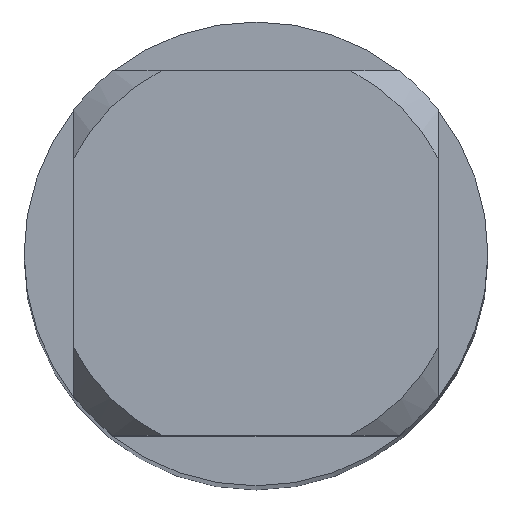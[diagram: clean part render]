
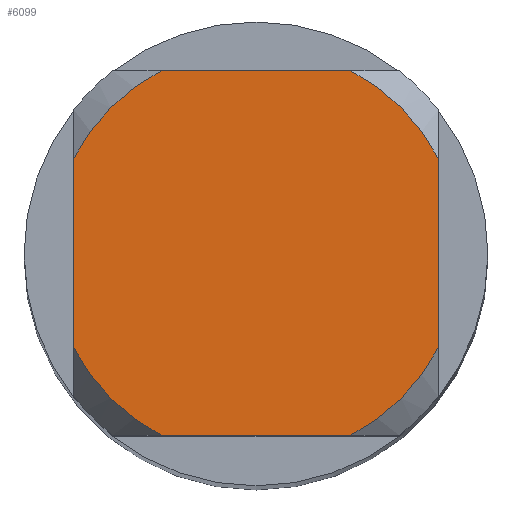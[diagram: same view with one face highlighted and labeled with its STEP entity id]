
A CAD part, top view. The second image highlights one B-rep face of the part: STEP entity #6099.
In plain terms, the highlighted planar face has unit normal (0, 0, 1).
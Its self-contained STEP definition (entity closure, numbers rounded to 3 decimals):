
#2831=EDGE_CURVE('',#5723,#4357,#7669,.T.);
#3455=VERTEX_POINT('',#8336);
#3579=VERTEX_POINT('',#8473);
#3601=EDGE_CURVE('',#5723,#5919,#8496,.T.);
#4195=EDGE_CURVE('',#6479,#5837,#9144,.T.);
#4357=VERTEX_POINT('',#9323);
#4579=VERTEX_POINT('',#9563);
#4667=EDGE_CURVE('',#3455,#5837,#9659,.T.);
#4813=EDGE_CURVE('',#6479,#4357,#9818,.T.);
#4887=EDGE_CURVE('',#4579,#5919,#9903,.T.);
#5723=VERTEX_POINT('',#10821);
#5837=VERTEX_POINT('',#10946);
#5919=VERTEX_POINT('',#11035);
#6099=ADVANCED_FACE('',(#11235),#11236,.T.);
#6321=EDGE_CURVE('',#4579,#3579,#11484,.T.);
#6367=EDGE_CURVE('',#3455,#3579,#11532,.T.);
#6479=VERTEX_POINT('',#11653);
#7669=LINE('',#13274,#13275);
#8336=CARTESIAN_POINT('',(2.75,-1.431,0.0));
#8473=CARTESIAN_POINT('',(2.75,1.431,0.0));
#8496=CIRCLE('',#14756,3.1);
#9144=LINE('',#15769,#15770);
#9323=CARTESIAN_POINT('',(-2.75,-1.431,0.0));
#9563=CARTESIAN_POINT('',(1.431,2.75,0.0));
#9659=CIRCLE('',#16668,3.1);
#9818=CIRCLE('',#16964,3.1);
#9903=LINE('',#17093,#17094);
#10821=CARTESIAN_POINT('',(-2.75,1.431,0.0));
#10946=CARTESIAN_POINT('',(1.431,-2.75,0.0));
#11035=CARTESIAN_POINT('',(-1.431,2.75,0.0));
#11235=FACE_OUTER_BOUND('',#19477,.T.);
#11236=PLANE('',#19478);
#11484=CIRCLE('',#19932,3.1);
#11532=LINE('',#20017,#20018);
#11653=CARTESIAN_POINT('',(-1.431,-2.75,0.0));
#13274=CARTESIAN_POINT('',(-2.75,0.775,0.0));
#13275=VECTOR('',#22025,1.0);
#14756=AXIS2_PLACEMENT_3D('',#22789,#22790,#22791);
#15769=CARTESIAN_POINT('',(0.0,-2.75,0.0));
#15770=VECTOR('',#23732,1.0);
#16668=AXIS2_PLACEMENT_3D('',#24263,#24264,#24265);
#16964=AXIS2_PLACEMENT_3D('',#24441,#24442,#24443);
#17093=CARTESIAN_POINT('',(0.0,2.75,0.0));
#17094=VECTOR('',#24562,1.0);
#19477=EDGE_LOOP('',(#26047,#26048,#26049,#26050,#26051,#26052,#26053,#26054));
#19478=AXIS2_PLACEMENT_3D('',#26055,#26056,#26057);
#19932=AXIS2_PLACEMENT_3D('',#26347,#26348,#26349);
#20017=CARTESIAN_POINT('',(2.75,0.775,0.0));
#20018=VECTOR('',#26390,1.0);
#22025=DIRECTION('',(-0.0,-1.0,0.0));
#22789=CARTESIAN_POINT('',(0.0,0.0,0.0));
#22790=DIRECTION('',(0.0,0.0,-1.0));
#22791=DIRECTION('',(0.0,1.0,0.0));
#23732=DIRECTION('',(1.0,0.0,0.0));
#24263=CARTESIAN_POINT('',(0.0,0.0,0.0));
#24264=DIRECTION('',(0.0,0.0,-1.0));
#24265=DIRECTION('',(0.0,1.0,0.0));
#24441=CARTESIAN_POINT('',(0.0,0.0,0.0));
#24442=DIRECTION('',(0.0,0.0,-1.0));
#24443=DIRECTION('',(0.0,1.0,0.0));
#24562=DIRECTION('',(-1.0,0.0,0.0));
#26047=ORIENTED_EDGE('',*,*,#2831,.T.);
#26048=ORIENTED_EDGE('',*,*,#4813,.F.);
#26049=ORIENTED_EDGE('',*,*,#4195,.T.);
#26050=ORIENTED_EDGE('',*,*,#4667,.F.);
#26051=ORIENTED_EDGE('',*,*,#6367,.T.);
#26052=ORIENTED_EDGE('',*,*,#6321,.F.);
#26053=ORIENTED_EDGE('',*,*,#4887,.T.);
#26054=ORIENTED_EDGE('',*,*,#3601,.F.);
#26055=CARTESIAN_POINT('',(0.0,1.55,0.0));
#26056=DIRECTION('',(-0.0,0.0,1.0));
#26057=DIRECTION('',(0.0,-1.0,0.0));
#26347=CARTESIAN_POINT('',(0.0,0.0,0.0));
#26348=DIRECTION('',(0.0,0.0,-1.0));
#26349=DIRECTION('',(0.0,1.0,0.0));
#26390=DIRECTION('',(-0.0,1.0,0.0));
